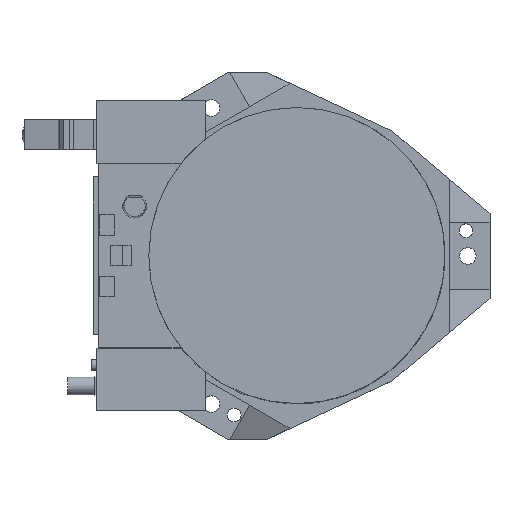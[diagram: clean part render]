
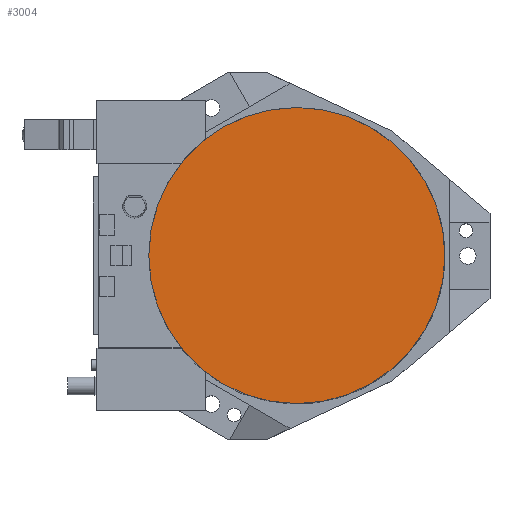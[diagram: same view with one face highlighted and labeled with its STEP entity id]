
A CAD part, top view. The second image highlights one B-rep face of the part: STEP entity #3004.
In plain terms, the highlighted planar face has unit normal (0, 0, 1).
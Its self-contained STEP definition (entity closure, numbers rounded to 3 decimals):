
#118=CIRCLE('',#3221,216.5);
#213=FACE_OUTER_BOUND('',#376,.T.);
#376=EDGE_LOOP('',(#2272));
#1287=VERTEX_POINT('',#4559);
#1636=EDGE_CURVE('',#1287,#1287,#118,.T.);
#2272=ORIENTED_EDGE('',*,*,#1636,.T.);
#2712=PLANE('',#3228);
#3004=ADVANCED_FACE('',(#213),#2712,.F.);
#3221=AXIS2_PLACEMENT_3D('',#4560,#3741,#3742);
#3228=AXIS2_PLACEMENT_3D('',#4585,#3762,#3763);
#3741=DIRECTION('center_axis',(0.,0.,1.));
#3742=DIRECTION('ref_axis',(-1.,0.,0.));
#3762=DIRECTION('center_axis',(0.,0.,-1.));
#3763=DIRECTION('ref_axis',(-1.,0.,0.));
#4559=CARTESIAN_POINT('',(-216.5,0.,396.923));
#4560=CARTESIAN_POINT('Origin',(0.,0.,
396.923));
#4585=CARTESIAN_POINT('Origin',(0.,0.,396.923));
